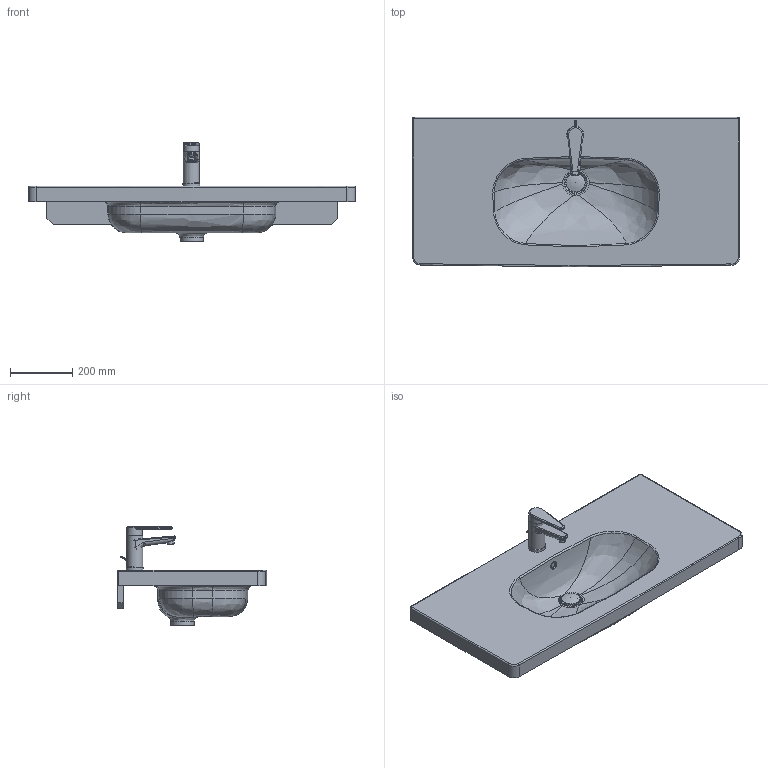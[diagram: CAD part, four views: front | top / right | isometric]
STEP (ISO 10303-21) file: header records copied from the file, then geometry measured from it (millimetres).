
FILE_DESCRIPTION((''),'2;1');
FILE_NAME('034210.stp','2010-05-10T22:50:54',('Andreas'),(''),'Autodesk Inventor 2009','Autodesk Inventor 2009','');
FILE_SCHEMA(('AUTOMOTIVE_DESIGN { 1 0 10303 214 1 1 1 1 }'));
Length unit declared in the file: millimetre
Products named in the file (9): 034210; hebel1; Hebel2; hebel3; Neoperl; Halter2starck1; Stopfen; Kelch
Assembly tree (8 placements, depth 2):
  034210
    034210
    hebel1
    Hebel2
    hebel3
    Neoperl
    Halter2starck1
    Stopfen
    Kelch
Bounding box: 1050.35 x 480.01 x 318.07 mm (x, y, z)
Volume: 20594627.7 mm3; surface area: 1678111.9 mm2
Topology: 8 solids, 8 shells, 244 faces, 591 edges, 352 vertices
Faces by surface type: cylinder 84, bspline 70, plane 63, torus 16, sphere 8, cone 3
Full cylindrical faces by diameter (mm): 16 x1, 20 x4, 35 x1, 42 x1, 44 x1, 50 x1, 52 x2, 55 x1, 60 x1, 75 x1
Entity records: 14335 total; most frequent: CARTESIAN_POINT 8833, ORIENTED_EDGE 1106, DIRECTION 1040, EDGE_CURVE 553, AXIS2_PLACEMENT_3D 418, VERTEX_POINT 345, EDGE_LOOP 276, FACE_OUTER_BOUND 244
